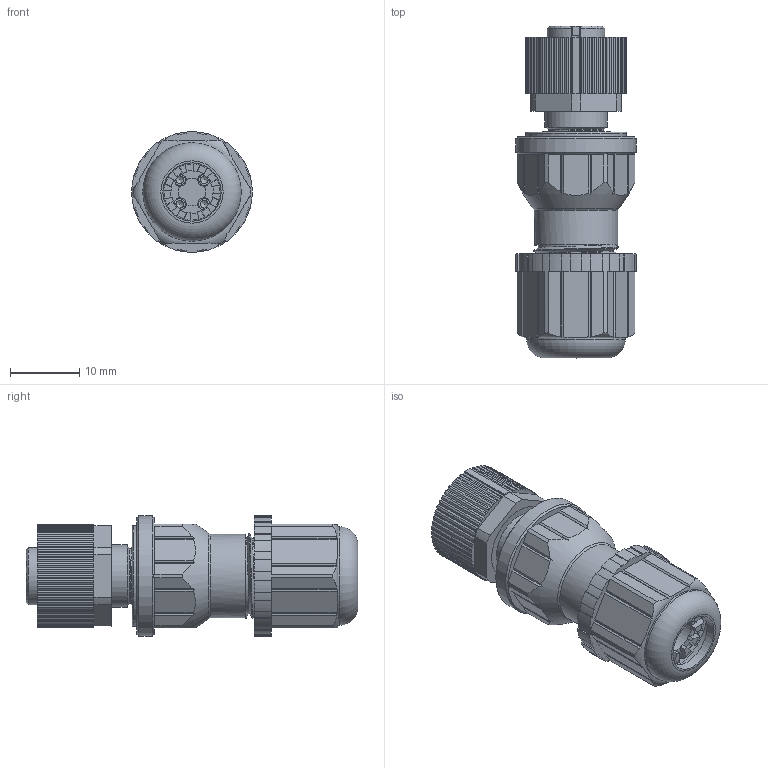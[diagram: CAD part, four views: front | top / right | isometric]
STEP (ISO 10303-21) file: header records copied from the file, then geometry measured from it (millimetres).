
FILE_DESCRIPTION(/* description */ ('Unknown'),/* implementation_level */ '2;1');
FILE_NAME(/* name */ '643722100004',/* time_stamp */ '2022-02-16T10:38:42+01:00',/* author */ ('Unknown'),/* organization */ ('Unknown'),/* preprocessor_version */ 'ST-DEVELOPER v16.7',/* originating_system */ 'Solid Edge',/* authorisation */ 'Unknown');
FILE_SCHEMA (('AUTOMOTIVE_DESIGN {1 0 10303 214 3 1 1}'));
Products named in the file (13): 6437221000xx; 6437221000xx_Body; 6437221000xx_clip; 6437221000xx_Mating O-Ring; 6437221000xx_screw nut; 6437221000xx_seal; 6437221000xx_sealing nut; 643722100004_epoxy; 6437221000xx_Extension; 6437221000xx_housing; 643722100004_housing; 6437221000xx_pin; 6437221000xx_Extension Gasket
Assembly tree (15 placements, depth 3):
  6437221000xx
    6437221000xx_Body
    6437221000xx_clip
    6437221000xx_Mating O-Ring
    6437221000xx_screw nut
    6437221000xx_seal
    6437221000xx_sealing nut
    643722100004_epoxy
    6437221000xx_Extension
    6437221000xx_housing
      643722100004_housing
      6437221000xx_pin  x4
    6437221000xx_Extension Gasket
Bounding box: 17.4 x 47.9 x 17.4 mm (x, y, z)
Volume: 5495.1 mm3; surface area: 9505.1 mm2
Topology: 14 solids, 14 shells, 1107 faces, 3042 edges, 2010 vertices
Faces by surface type: plane 602, cylinder 338, torus 69, cone 52, bspline 46
Full cylindrical faces by diameter (mm): 1.05 x4, 1.1 x4, 1.2 x4, 1.3 x4, 1.4 x4, 1.6 x12, 1.64 x4, 1.66 x16, 1.79 x16, 1.86 x4, 1.9 x4, 6.3 x1, 7.4 x1, 7.45 x1, 7.868 x3, 8 x1, 8.1 x4, 8.3 x1, 8.4 x1, 8.5 x1, 8.7 x1, 8.95 x2, 9.3 x5, 10.8 x1, 10.95 x5, 11.3 x9, 11.35 x2, 12 x1, 12.2 x1, 12.3 x11
Entity records: 52100 total; most frequent: CARTESIAN_POINT 28882, ORIENTED_EDGE 4938, DIRECTION 4436, EDGE_CURVE 2469, VERTEX_POINT 1688, AXIS2_PLACEMENT_3D 1525, LINE 1386, VECTOR 1386
